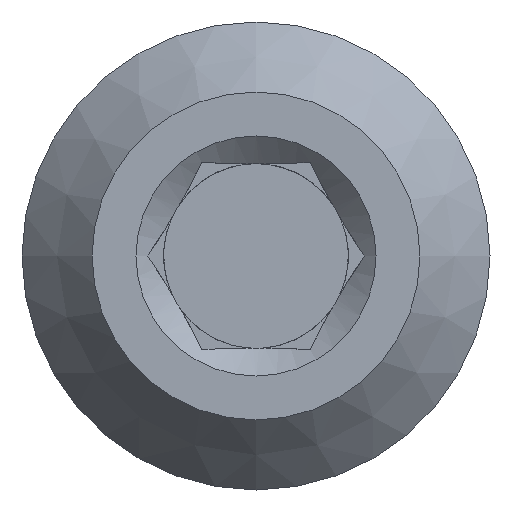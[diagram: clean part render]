
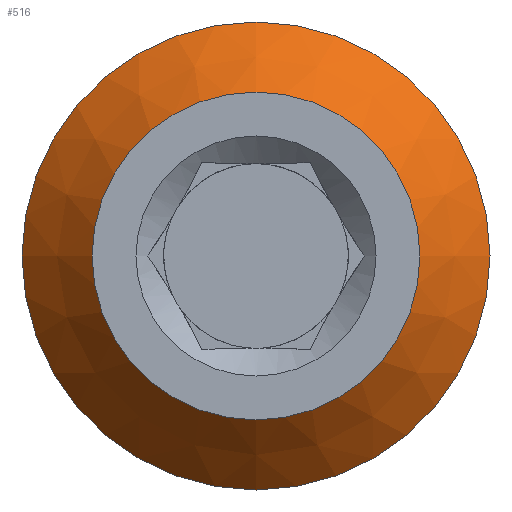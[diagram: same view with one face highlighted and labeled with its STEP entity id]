
A CAD part, left-side view. The second image highlights one B-rep face of the part: STEP entity #516.
In plain terms, the highlighted conical face has half-angle 41.243 degrees and reference radius 10.607 mm.
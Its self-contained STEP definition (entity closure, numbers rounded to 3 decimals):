
#19=CONICAL_SURFACE('',#587,10.608,41.243);
#25=FACE_BOUND('',#166,.T.);
#128=FACE_OUTER_BOUND('',#165,.T.);
#165=EDGE_LOOP('',(#470));
#166=EDGE_LOOP('',(#471));
#204=CIRCLE('',#586,8.74);
#205=CIRCLE('',#588,12.475);
#255=VERTEX_POINT('',#2606);
#256=VERTEX_POINT('',#2609);
#328=EDGE_CURVE('',#255,#255,#204,.T.);
#329=EDGE_CURVE('',#256,#256,#205,.T.);
#470=ORIENTED_EDGE('',*,*,#328,.T.);
#471=ORIENTED_EDGE('',*,*,#329,.F.);
#516=ADVANCED_FACE('',(#128,#25),#19,.T.);
#586=AXIS2_PLACEMENT_3D('',#2607,#729,#730);
#587=AXIS2_PLACEMENT_3D('',#2608,#731,#732);
#588=AXIS2_PLACEMENT_3D('',#2610,#733,#734);
#729=DIRECTION('center_axis',(1.,0.,0.));
#730=DIRECTION('ref_axis',(0.,0.,-1.));
#731=DIRECTION('center_axis',(1.,0.,0.));
#732=DIRECTION('ref_axis',(0.,1.,0.));
#733=DIRECTION('center_axis',(1.,0.,0.));
#734=DIRECTION('ref_axis',(0.,0.,-1.));
#2606=CARTESIAN_POINT('',(-20.03,8.74,0.));
#2607=CARTESIAN_POINT('Origin',(-20.03,0.,0.));
#2608=CARTESIAN_POINT('Origin',(-17.9,0.,0.));
#2609=CARTESIAN_POINT('',(-15.77,12.475,0.));
#2610=CARTESIAN_POINT('Origin',(-15.77,0.,0.));
